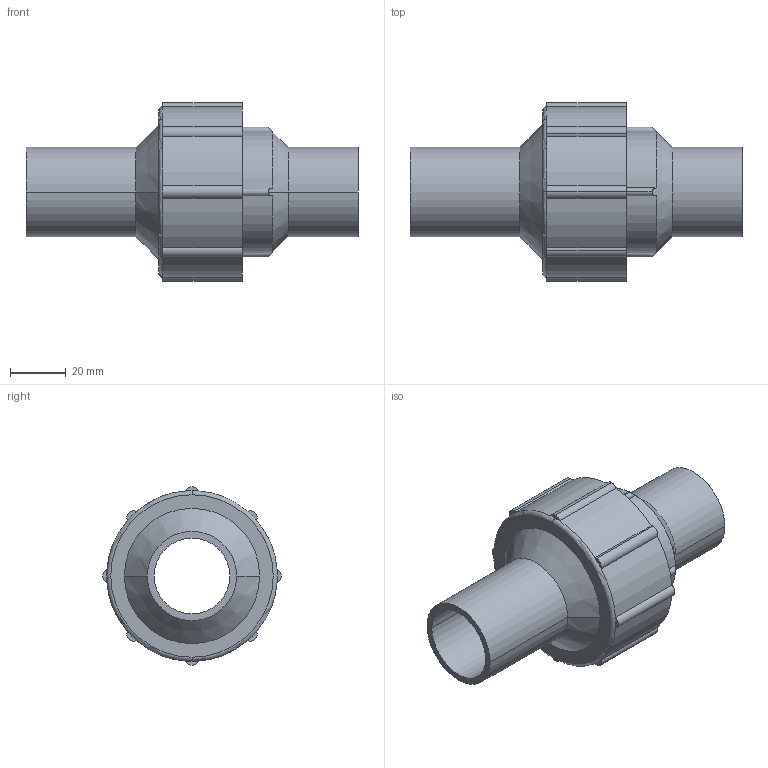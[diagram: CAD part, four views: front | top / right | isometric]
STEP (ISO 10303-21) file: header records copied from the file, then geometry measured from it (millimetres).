
FILE_DESCRIPTION( ( '' ), '1' );
FILE_NAME( 'AGRU_40024003221_ECTFE natur_Verschraubung Typ 24_32X2,4 SDR21 ISO S-10_110.stp', '2011-12-29T16:10:07', ( '' ), ( '' ), ' ', ' ', ' ' );
FILE_SCHEMA( ( 'CONFIG_CONTROL_DESIGN' ) );
Length unit declared in the file: millimetre
Products named in the file (1): 1
Bounding box: 119 x 64 x 64 mm (x, y, z)
Volume: 105007.6 mm3; surface area: 29584.4 mm2
Topology: 1 solids, 1 shells, 60 faces, 149 edges, 93 vertices
Faces by surface type: cylinder 42, plane 12, cone 4, torus 2
Entity records: 2136 total; most frequent: CARTESIAN_POINT 603, DIRECTION 350, ORIENTED_EDGE 298, AXIS2_PLACEMENT_3D 152, EDGE_CURVE 149, VERTEX_POINT 93, CIRCLE 91, EDGE_LOOP 64
